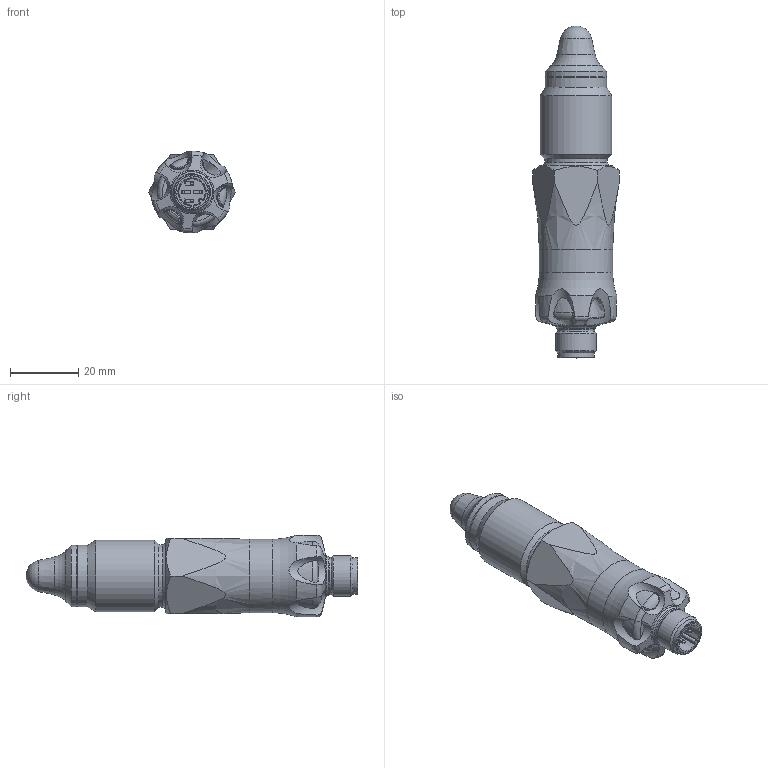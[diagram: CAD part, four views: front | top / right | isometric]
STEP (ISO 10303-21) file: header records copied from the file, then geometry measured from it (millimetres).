
FILE_DESCRIPTION(/* description */ ('Unknown'),/* implementation_level */ '2;1');
FILE_NAME(/* name */ 'PL20 G½ A Industrial med King Crown',/* time_stamp */ '2021-06-22T08:43:51+02:00',/* author */ ('Unknown'),/* organization */ ('Baumer'),/* preprocessor_version */ 'ST-DEVELOPER v16.7',/* originating_system */ 'Solid Edge',/* authorisation */ 'Unknown');
FILE_SCHEMA (('AUTOMOTIVE_DESIGN {1 0 10303 214 3 1 1}'));
Length unit declared in the file: millimetre
Products named in the file (1): Part2
Bounding box: 25.4 x 97.3 x 23.99 mm (x, y, z)
Volume: 12391.1 mm3; surface area: 15017.2 mm2
Topology: 1 solids, 1 shells, 852 faces, 2310 edges, 1432 vertices
Faces by surface type: plane 329, cylinder 258, bspline 97, torus 85, cone 55, sphere 28
Full cylindrical faces by diameter (mm): 8 x1, 8.2 x1, 9.6 x2, 10.8 x1, 10.9 x1, 12 x1, 12.917 x1, 13.2 x1, 13.4 x1, 15 x1, 15.8 x1, 15.96 x1, 16.5 x1, 18 x2, 18.4 x1, 18.8 x1, 19 x2, 19.9 x1, 20.25 x1, 20.3 x1, 20.955 x1, 21.5 x1
Entity records: 33540 total; most frequent: CARTESIAN_POINT 7232, ORIENTED_EDGE 4336, DIRECTION 4156, EDGE_CURVE 2168, AXIS2_PLACEMENT_3D 1606, VERTEX_POINT 1389, EDGE_LOOP 963, FACE_BOUND 963
